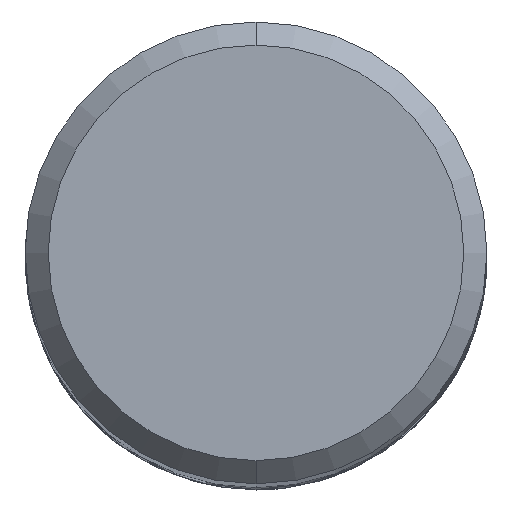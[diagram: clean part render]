
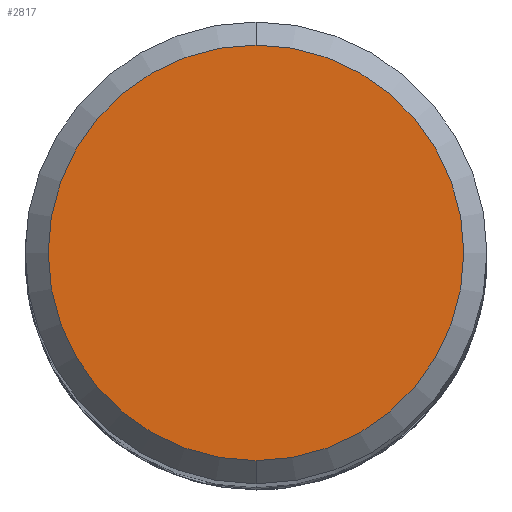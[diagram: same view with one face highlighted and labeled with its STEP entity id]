
A CAD part, top view. The second image highlights one B-rep face of the part: STEP entity #2817.
In plain terms, the highlighted planar face has unit normal (0, 0, 1).
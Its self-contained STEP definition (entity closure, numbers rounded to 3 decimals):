
#1071=VERTEX_POINT('',#3094);
#1237=EDGE_CURVE('',#1071,#1853,#3272,.T.);
#1549=EDGE_CURVE('',#1853,#1071,#3612,.T.);
#1853=VERTEX_POINT('',#3943);
#2817=ADVANCED_FACE('',(#4990),#4991,.T.);
#3094=CARTESIAN_POINT('',(0.,-3.6,0.0));
#3272=CIRCLE('',#7061,3.6);
#3612=CIRCLE('',#9241,3.6);
#3943=CARTESIAN_POINT('',(0.0,3.6,0.0));
#4990=FACE_OUTER_BOUND('',#21020,.T.);
#4991=PLANE('',#21021);
#7061=AXIS2_PLACEMENT_3D('',#22638,#22639,#22640);
#9241=AXIS2_PLACEMENT_3D('',#22985,#22986,#22987);
#21020=EDGE_LOOP('',(#24375,#24376));
#21021=AXIS2_PLACEMENT_3D('',#24377,#24378,#24379);
#22638=CARTESIAN_POINT('',(0.0,0.0,0.0));
#22639=DIRECTION('',(0.0,0.0,-1.0));
#22640=DIRECTION('',(0.0,1.0,0.0));
#22985=CARTESIAN_POINT('',(0.0,0.0,0.0));
#22986=DIRECTION('',(0.0,0.0,-1.0));
#22987=DIRECTION('',(0.0,1.0,0.0));
#24375=ORIENTED_EDGE('',*,*,#1549,.F.);
#24376=ORIENTED_EDGE('',*,*,#1237,.F.);
#24377=CARTESIAN_POINT('',(0.0,1.8,0.0));
#24378=DIRECTION('',(-0.0,0.0,1.0));
#24379=DIRECTION('',(0.0,-1.0,0.0));
